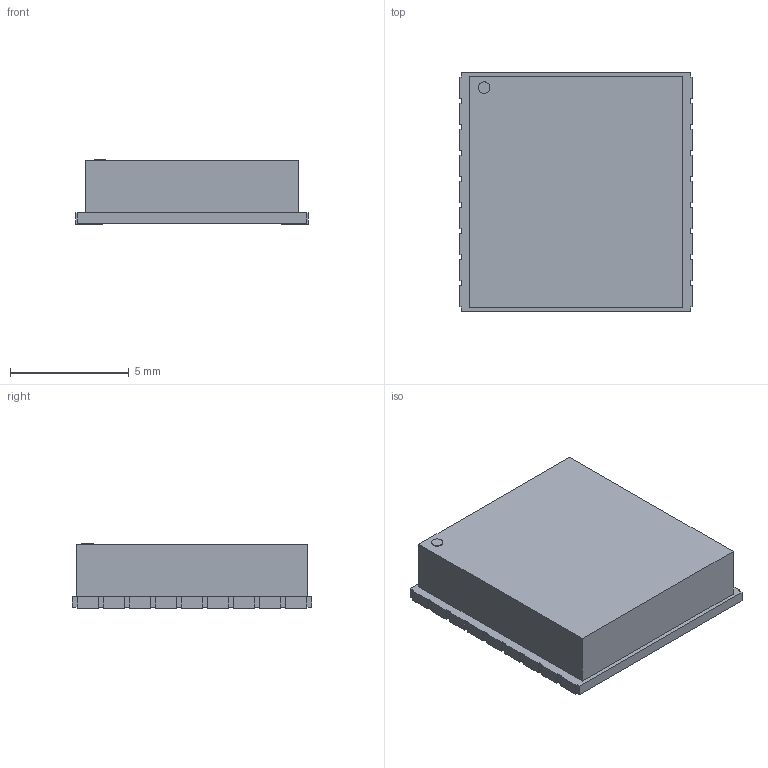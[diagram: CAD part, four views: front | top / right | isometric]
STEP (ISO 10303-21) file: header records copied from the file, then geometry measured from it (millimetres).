
FILE_DESCRIPTION(/* description */ (''),/* implementation_level */ '2;1');
FILE_NAME(/* name */ 'MOD18_MAX-M10M_UBL v0.step',/* time_stamp */ '2024-03-12T15:31:42+01:00',/* author */ (''),/* organization */ (''),/* preprocessor_version */ 'ST-DEVELOPER v20',/* originating_system */ 'Autodesk Translation Framework v12.20.1.177',/* authorisation */ '');
FILE_SCHEMA (('AUTOMOTIVE_DESIGN { 1 0 10303 214 3 1 1 }'));
Length unit declared in the file: millimetre
Products named in the file (1): MOD18_MAX-M10M_UBL
Bounding box: 9.8 x 10.11 x 2.71 mm (x, y, z)
Volume: 237.4 mm3; surface area: 301.5 mm2
Topology: 1 solids, 1 shells, 121 faces, 351 edges, 234 vertices
Faces by surface type: plane 120, cylinder 1
Full cylindrical faces by diameter (mm): 0.485 x1
Entity records: 3999 total; most frequent: CARTESIAN_POINT 707, ORIENTED_EDGE 702, DIRECTION 597, EDGE_CURVE 351, LINE 349, VECTOR 349, VERTEX_POINT 234, AXIS2_PLACEMENT_3D 124
